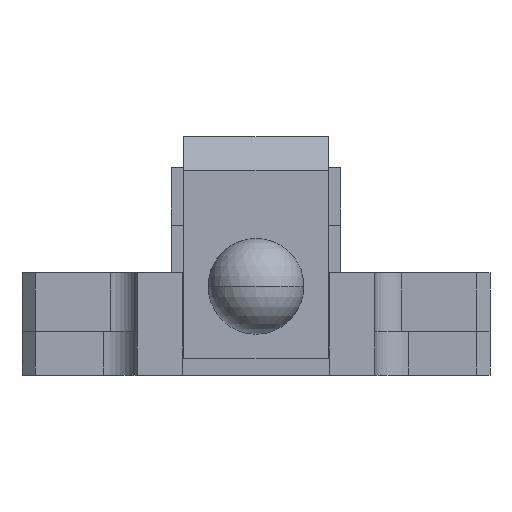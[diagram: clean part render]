
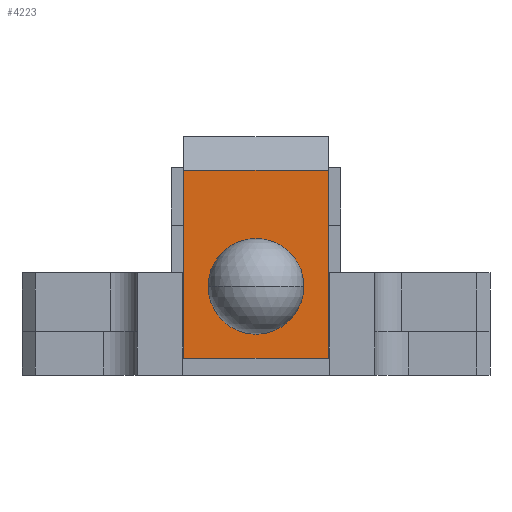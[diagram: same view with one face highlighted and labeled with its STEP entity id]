
A CAD part, front view. The second image highlights one B-rep face of the part: STEP entity #4223.
In plain terms, the highlighted planar face has unit normal (0, -1, 0).
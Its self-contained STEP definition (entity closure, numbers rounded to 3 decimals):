
#3423=CARTESIAN_POINT('',(0.,-29.591,-27.94));
#3424=DIRECTION('',(0.,1.,0.));
#3425=DIRECTION('',(0.,0.,-1.));
#3426=AXIS2_PLACEMENT_3D('',#3423,#3424,#3425);
#3428=CARTESIAN_POINT('',(0.,-29.591,-27.94));
#3429=DIRECTION('',(0.,1.,0.));
#3430=DIRECTION('',(0.,0.,1.));
#3431=AXIS2_PLACEMENT_3D('',#3428,#3429,#3430);
#3433=DIRECTION('',(-1.,0.,0.));
#3434=VECTOR('',#3433,10.795);
#3435=CARTESIAN_POINT('',(5.398,-29.591,-36.616));
#3436=LINE('',#3435,#3434);
#3437=DIRECTION('',(0.,0.,-1.));
#3438=VECTOR('',#3437,14.042);
#3439=CARTESIAN_POINT('',(-5.398,-29.591,-22.574));
#3440=LINE('',#3439,#3438);
#3441=DIRECTION('',(-1.,0.,0.));
#3442=VECTOR('',#3441,10.795);
#3443=CARTESIAN_POINT('',(5.398,-29.591,-22.574));
#3444=LINE('',#3443,#3442);
#4017=DIRECTION('',(0.,0.,-1.));
#4018=VECTOR('',#4017,14.042);
#4019=CARTESIAN_POINT('',(5.398,-29.591,-22.574));
#4020=LINE('',#4019,#4018);
#4117=CARTESIAN_POINT('',(5.398,-29.591,-22.574));
#4118=CARTESIAN_POINT('',(-5.398,-29.591,-22.574));
#4119=VERTEX_POINT('',#4117);
#4120=VERTEX_POINT('',#4118);
#4147=CARTESIAN_POINT('',(0.,-29.591,-30.336));
#4148=CARTESIAN_POINT('',(0.,-29.591,-25.545));
#4149=VERTEX_POINT('',#4147);
#4150=VERTEX_POINT('',#4148);
#4156=CARTESIAN_POINT('',(-5.398,-29.591,-36.616));
#4158=VERTEX_POINT('',#4156);
#4159=CARTESIAN_POINT('',(5.398,-29.591,-36.616));
#4160=VERTEX_POINT('',#4159);
#4204=CARTESIAN_POINT('',(-5.398,-29.591,-20.574));
#4205=DIRECTION('',(0.,1.,0.));
#4206=DIRECTION('',(0.,0.,-1.));
#4207=AXIS2_PLACEMENT_3D('',#4204,#4205,#4206);
#4208=PLANE('',#4207);
#4209=ORIENTED_EDGE('',*,*,#4195,.T.);
#4210=ORIENTED_EDGE('',*,*,#4184,.F.);
#4212=ORIENTED_EDGE('',*,*,#4211,.F.);
#4214=ORIENTED_EDGE('',*,*,#4213,.T.);
#4215=EDGE_LOOP('',(#4209,#4210,#4212,#4214));
#4216=FACE_OUTER_BOUND('',#4215,.F.);
#4218=ORIENTED_EDGE('',*,*,#4217,.F.);
#4220=ORIENTED_EDGE('',*,*,#4219,.F.);
#4221=EDGE_LOOP('',(#4218,#4220));
#4222=FACE_BOUND('',#4221,.F.);
#4223=ADVANCED_FACE('',(#4216,#4222),#4208,.F.);
#3427=CIRCLE('',#3426,2.396);
#3432=CIRCLE('',#3431,2.396);
#4184=EDGE_CURVE('',#4120,#4158,#3440,.T.);
#4195=EDGE_CURVE('',#4160,#4158,#3436,.T.);
#4211=EDGE_CURVE('',#4119,#4120,#3444,.T.);
#4213=EDGE_CURVE('',#4119,#4160,#4020,.T.);
#4217=EDGE_CURVE('',#4149,#4150,#3427,.T.);
#4219=EDGE_CURVE('',#4150,#4149,#3432,.T.);
